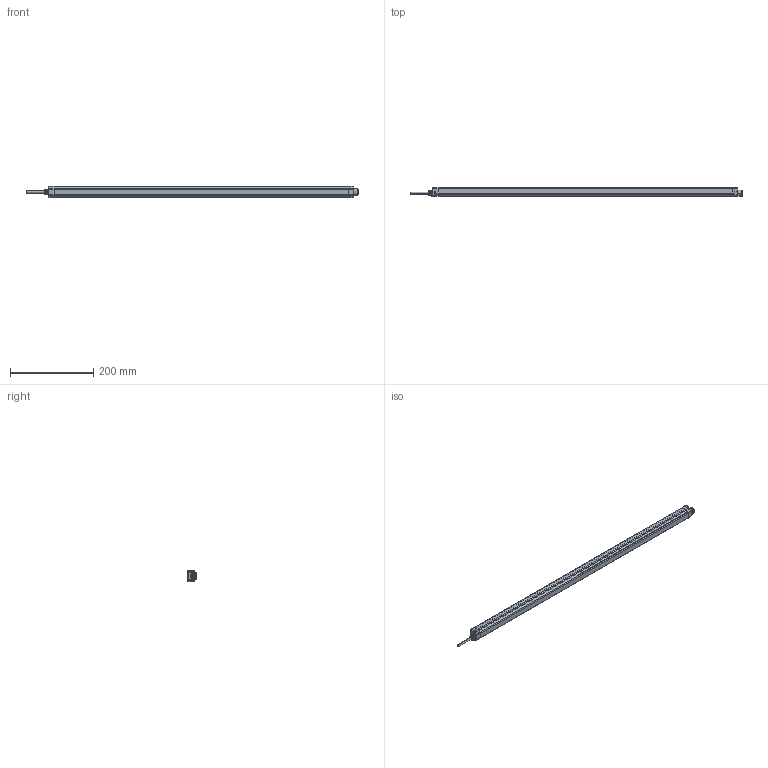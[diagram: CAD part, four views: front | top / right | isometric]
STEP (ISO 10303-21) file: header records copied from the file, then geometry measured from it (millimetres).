
FILE_DESCRIPTION((''),'2;1');
FILE_NAME('154534_SW','2010-11-02T',('banengservice'),('BANNER ENGINEERING'),'PRO/ENGINEER BY PARAMETRIC TECHNOLOGY CORPORATION, 2009141','PRO/ENGINEER BY PARAMETRIC TECHNOLOGY CORPORATION, 2009141','');
FILE_SCHEMA(('CONFIG_CONTROL_DESIGN'));
Length unit declared in the file: inch
Products named in the file (1): 154534_SW
Bounding box: 799.5 x 21 x 28 mm (x, y, z)
Volume: 165368.6 mm3; surface area: 185881.8 mm2
Topology: 2 solids, 2 shells, 1032 faces, 2607 edges, 1588 vertices
Faces by surface type: plane 334, cylinder 303, bspline 142, cone 139, torus 98, sphere 16
Entity records: 45880 total; most frequent: CARTESIAN_POINT 21770, ORIENTED_EDGE 5198, DIRECTION 4942, EDGE_CURVE 2599, AXIS2_PLACEMENT_3D 1907, VERTEX_POINT 1588, VECTOR 1128, LINE 1128
